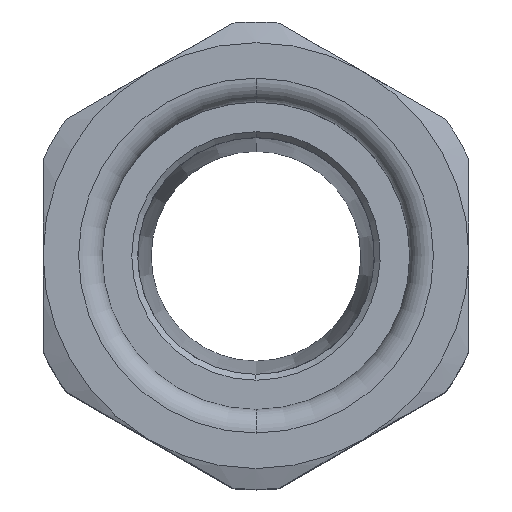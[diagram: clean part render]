
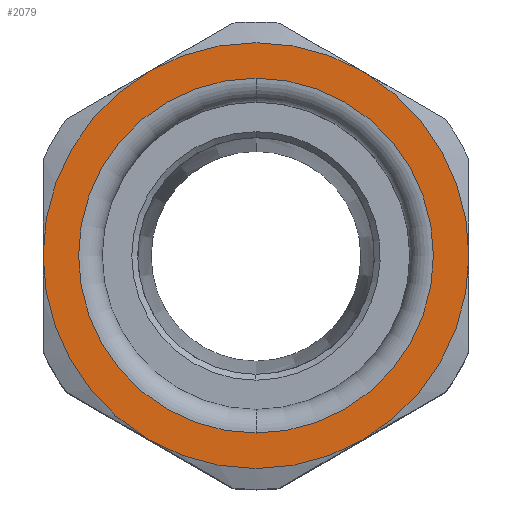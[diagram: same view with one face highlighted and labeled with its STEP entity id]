
A CAD part, top view. The second image highlights one B-rep face of the part: STEP entity #2079.
In plain terms, the highlighted planar face has unit normal (0, 0, 1).
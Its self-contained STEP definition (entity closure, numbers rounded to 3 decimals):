
#1869=AXIS2_PLACEMENT_3D('Circle Axis2P3D',#1867,#1868,$) ;
#1882=AXIS2_PLACEMENT_3D('Circle Axis2P3D',#1880,#1881,$) ;
#1905=AXIS2_PLACEMENT_3D('Circle Axis2P3D',#1903,#1904,$) ;
#1918=AXIS2_PLACEMENT_3D('Circle Axis2P3D',#1916,#1917,$) ;
#1930=AXIS2_PLACEMENT_3D('Circle Axis2P3D',#1928,#1929,$) ;
#1942=AXIS2_PLACEMENT_3D('Circle Axis2P3D',#1940,#1941,$) ;
#1955=AXIS2_PLACEMENT_3D('Circle Axis2P3D',#1953,#1954,$) ;
#1973=AXIS2_PLACEMENT_3D('Circle Axis2P3D',#1971,#1972,$) ;
#2049=AXIS2_PLACEMENT_3D('Plane Axis2P3D',#2046,#2047,#2048) ;
#2063=AXIS2_PLACEMENT_3D('Circle Axis2P3D',#2061,#2062,$) ;
#2072=AXIS2_PLACEMENT_3D('Circle Axis2P3D',#2070,#2071,$) ;
#1366=CARTESIAN_POINT('Vertex',(27.,35.338,53.75)) ;
#1424=CARTESIAN_POINT('Vertex',(9.,35.338,53.75)) ;
#1511=CARTESIAN_POINT('Vertex',(36.,19.75,53.75)) ;
#1569=CARTESIAN_POINT('Vertex',(27.,4.162,53.75)) ;
#1627=CARTESIAN_POINT('Vertex',(9.,4.162,53.75)) ;
#1716=CARTESIAN_POINT('Vertex',(0.,19.75,53.75)) ;
#1867=CARTESIAN_POINT('Axis2P3D Location',(18.,19.75,53.75)) ;
#1880=CARTESIAN_POINT('Axis2P3D Location',(18.,19.75,53.75)) ;
#1884=CARTESIAN_POINT('Vertex',(27.365,35.122,53.75)) ;
#1903=CARTESIAN_POINT('Axis2P3D Location',(18.,19.75,53.75)) ;
#1916=CARTESIAN_POINT('Axis2P3D Location',(18.,19.75,53.75)) ;
#1928=CARTESIAN_POINT('Axis2P3D Location',(18.,19.75,53.75)) ;
#1940=CARTESIAN_POINT('Axis2P3D Location',(18.,19.75,53.75)) ;
#1953=CARTESIAN_POINT('Axis2P3D Location',(18.,19.75,53.75)) ;
#1957=CARTESIAN_POINT('Vertex',(8.635,4.378,53.75)) ;
#1971=CARTESIAN_POINT('Axis2P3D Location',(18.,19.75,53.75)) ;
#2046=CARTESIAN_POINT('Axis2P3D Location',(18.,19.75,53.75)) ;
#2061=CARTESIAN_POINT('Axis2P3D Location',(18.,19.75,53.75)) ;
#2065=CARTESIAN_POINT('Vertex',(18.,4.75,53.75)) ;
#2067=CARTESIAN_POINT('Vertex',(18.,34.75,53.75)) ;
#2070=CARTESIAN_POINT('Axis2P3D Location',(18.,19.75,53.75)) ;
#1868=DIRECTION('Axis2P3D Direction',(0.,0.,-1.)) ;
#1881=DIRECTION('Axis2P3D Direction',(0.,0.,-1.)) ;
#1904=DIRECTION('Axis2P3D Direction',(0.,0.,-1.)) ;
#1917=DIRECTION('Axis2P3D Direction',(0.,0.,-1.)) ;
#1929=DIRECTION('Axis2P3D Direction',(0.,0.,-1.)) ;
#1941=DIRECTION('Axis2P3D Direction',(0.,0.,-1.)) ;
#1954=DIRECTION('Axis2P3D Direction',(0.,0.,-1.)) ;
#1972=DIRECTION('Axis2P3D Direction',(0.,0.,-1.)) ;
#2047=DIRECTION('Axis2P3D Direction',(0.,0.,-1.)) ;
#2048=DIRECTION('Axis2P3D XDirection',(0.,-1.,0.)) ;
#2062=DIRECTION('Axis2P3D Direction',(0.,0.,-1.)) ;
#2071=DIRECTION('Axis2P3D Direction',(0.,0.,-1.)) ;
#2052=ORIENTED_EDGE('',*,*,#1920,.T.) ;
#2053=ORIENTED_EDGE('',*,*,#1975,.T.) ;
#2054=ORIENTED_EDGE('',*,*,#1959,.T.) ;
#2055=ORIENTED_EDGE('',*,*,#1944,.T.) ;
#2056=ORIENTED_EDGE('',*,*,#1932,.T.) ;
#2057=ORIENTED_EDGE('',*,*,#1907,.T.) ;
#2058=ORIENTED_EDGE('',*,*,#1886,.T.) ;
#2059=ORIENTED_EDGE('',*,*,#1871,.T.) ;
#2076=ORIENTED_EDGE('',*,*,#2069,.F.) ;
#2077=ORIENTED_EDGE('',*,*,#2074,.F.) ;
#2078=FACE_BOUND('',#2075,.T.) ;
#2079=ADVANCED_FACE('Part1.1\\Koerper.2',(#2060,#2078),#2050,.F.) ;
#1870=CIRCLE('generated circle',#1869,18.) ;
#1883=CIRCLE('generated circle',#1882,18.) ;
#1906=CIRCLE('generated circle',#1905,18.) ;
#1919=CIRCLE('generated circle',#1918,18.) ;
#1931=CIRCLE('generated circle',#1930,18.) ;
#1943=CIRCLE('generated circle',#1942,18.) ;
#1956=CIRCLE('generated circle',#1955,18.) ;
#1974=CIRCLE('generated circle',#1973,18.) ;
#2064=CIRCLE('generated circle',#2063,15.) ;
#2073=CIRCLE('generated circle',#2072,15.) ;
#1871=EDGE_CURVE('',#1367,#1425,#1870,.F.) ;
#1886=EDGE_CURVE('',#1885,#1367,#1883,.F.) ;
#1907=EDGE_CURVE('',#1512,#1885,#1906,.F.) ;
#1920=EDGE_CURVE('',#1425,#1717,#1919,.F.) ;
#1932=EDGE_CURVE('',#1570,#1512,#1931,.F.) ;
#1944=EDGE_CURVE('',#1628,#1570,#1943,.F.) ;
#1959=EDGE_CURVE('',#1958,#1628,#1956,.F.) ;
#1975=EDGE_CURVE('',#1717,#1958,#1974,.F.) ;
#2069=EDGE_CURVE('',#2066,#2068,#2064,.F.) ;
#2074=EDGE_CURVE('',#2068,#2066,#2073,.F.) ;
#2051=EDGE_LOOP('',(#2052,#2053,#2054,#2055,#2056,#2057,#2058,#2059)) ;
#2075=EDGE_LOOP('',(#2076,#2077)) ;
#2060=FACE_OUTER_BOUND('',#2051,.T.) ;
#2050=PLANE('',#2049) ;
#1367=VERTEX_POINT('',#1366) ;
#1425=VERTEX_POINT('',#1424) ;
#1512=VERTEX_POINT('',#1511) ;
#1570=VERTEX_POINT('',#1569) ;
#1628=VERTEX_POINT('',#1627) ;
#1717=VERTEX_POINT('',#1716) ;
#1885=VERTEX_POINT('',#1884) ;
#1958=VERTEX_POINT('',#1957) ;
#2066=VERTEX_POINT('',#2065) ;
#2068=VERTEX_POINT('',#2067) ;
